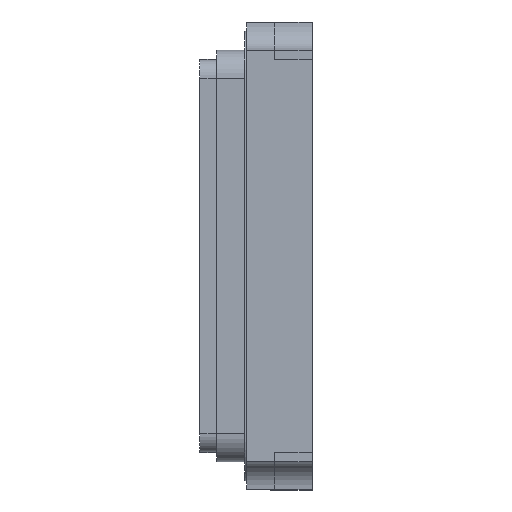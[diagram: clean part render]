
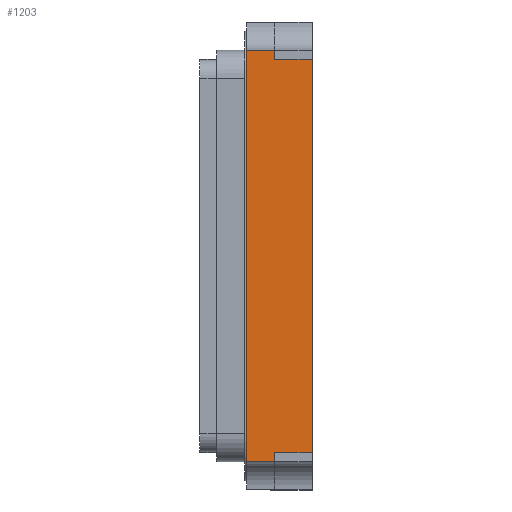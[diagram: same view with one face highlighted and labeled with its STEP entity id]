
A CAD part, left-side view. The second image highlights one B-rep face of the part: STEP entity #1203.
In plain terms, the highlighted planar face has unit normal (-1, 0, 0).
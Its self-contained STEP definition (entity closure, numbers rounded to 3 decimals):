
#111 = VECTOR ( 'NONE', #2663, 1000. ) ;
#113 = CARTESIAN_POINT ( 'NONE',  ( -1.6, 0.2, 1.05 ) ) ;
#150 = CARTESIAN_POINT ( 'NONE',  ( -1.6, 0.35, -1.1 ) ) ;
#182 = EDGE_CURVE ( 'NONE', #2382, #814, #538, .T. ) ;
#201 = DIRECTION ( 'NONE',  ( 0., -1., 0. ) ) ;
#237 = CARTESIAN_POINT ( 'NONE',  ( -1.6, 0., -1.05 ) ) ;
#238 = LINE ( 'NONE', #2348, #111 ) ;
#316 = DIRECTION ( 'NONE',  ( 0., 0., 1. ) ) ;
#441 = EDGE_CURVE ( 'NONE', #1095, #1394, #3065, .T. ) ;
#490 = VECTOR ( 'NONE', #316, 1000. ) ;
#502 = LINE ( 'NONE', #2731, #2672 ) ;
#517 = CARTESIAN_POINT ( 'NONE',  ( -1.6, 0.35, 1.25 ) ) ;
#538 = LINE ( 'NONE', #113, #1947 ) ;
#733 = CARTESIAN_POINT ( 'NONE',  ( -1.6, 0.2, 1.1 ) ) ;
#793 = ORIENTED_EDGE ( 'NONE', *, *, #441, .T. ) ;
#814 = VERTEX_POINT ( 'NONE', #1227 ) ;
#832 = DIRECTION ( 'NONE',  ( 1., 0., 0. ) ) ;
#833 = VECTOR ( 'NONE', #201, 1000. ) ;
#876 = LINE ( 'NONE', #1082, #833 ) ;
#991 = FACE_OUTER_BOUND ( 'NONE', #1302, .T. ) ;
#1070 = LINE ( 'NONE', #3781, #3834 ) ;
#1082 = CARTESIAN_POINT ( 'NONE',  ( -1.6, 0.35, -1.1 ) ) ;
#1095 = VERTEX_POINT ( 'NONE', #237 ) ;
#1198 = AXIS2_PLACEMENT_3D ( 'NONE', #3443, #832, #2626 ) ;
#1203 = ADVANCED_FACE ( 'NONE', ( #991 ), #3150, .F. ) ;
#1227 = CARTESIAN_POINT ( 'NONE',  ( -1.6, 0.2, 1.05 ) ) ;
#1234 = EDGE_CURVE ( 'NONE', #2382, #2434, #238, .T. ) ;
#1277 = ORIENTED_EDGE ( 'NONE', *, *, #2843, .T. ) ;
#1302 = EDGE_LOOP ( 'NONE', ( #1625, #1277, #793, #1868, #2496, #2500, #3017, #3658 ) ) ;
#1394 = VERTEX_POINT ( 'NONE', #2176 ) ;
#1461 = CARTESIAN_POINT ( 'NONE',  ( -1.6, 0.2, -1.1 ) ) ;
#1561 = DIRECTION ( 'NONE',  ( 0., 0., -1. ) ) ;
#1625 = ORIENTED_EDGE ( 'NONE', *, *, #3605, .F. ) ;
#1685 = LINE ( 'NONE', #2422, #3044 ) ;
#1868 = ORIENTED_EDGE ( 'NONE', *, *, #1941, .F. ) ;
#1941 = EDGE_CURVE ( 'NONE', #814, #1394, #1070, .T. ) ;
#1947 = VECTOR ( 'NONE', #2471, 1000. ) ;
#2053 = VERTEX_POINT ( 'NONE', #150 ) ;
#2176 = CARTESIAN_POINT ( 'NONE',  ( -1.6, 0., 1.05 ) ) ;
#2330 = DIRECTION ( 'NONE',  ( 0., -1., 0. ) ) ;
#2331 = CARTESIAN_POINT ( 'NONE',  ( -1.6, 0.2, -1.05 ) ) ;
#2348 = CARTESIAN_POINT ( 'NONE',  ( -1.6, 0.35, 1.1 ) ) ;
#2382 = VERTEX_POINT ( 'NONE', #733 ) ;
#2422 = CARTESIAN_POINT ( 'NONE',  ( -1.6, 0.2, -1.05 ) ) ;
#2434 = VERTEX_POINT ( 'NONE', #2717 ) ;
#2452 = DIRECTION ( 'NONE',  ( 0., -1., 0. ) ) ;
#2471 = DIRECTION ( 'NONE',  ( 0., 0., -1. ) ) ;
#2494 = EDGE_CURVE ( 'NONE', #2053, #3463, #876, .T. ) ;
#2496 = ORIENTED_EDGE ( 'NONE', *, *, #182, .F. ) ;
#2500 = ORIENTED_EDGE ( 'NONE', *, *, #1234, .T. ) ;
#2613 = EDGE_CURVE ( 'NONE', #2053, #2434, #3440, .T. ) ;
#2626 = DIRECTION ( 'NONE',  ( 0., 0., -1. ) ) ;
#2663 = DIRECTION ( 'NONE',  ( 0., 1., 0. ) ) ;
#2672 = VECTOR ( 'NONE', #2452, 1000. ) ;
#2690 = CARTESIAN_POINT ( 'NONE',  ( -1.6, 0., 1.25 ) ) ;
#2717 = CARTESIAN_POINT ( 'NONE',  ( -1.6, 0.35, 1.1 ) ) ;
#2731 = CARTESIAN_POINT ( 'NONE',  ( -1.6, 0.2, -1.05 ) ) ;
#2843 = EDGE_CURVE ( 'NONE', #3552, #1095, #502, .T. ) ;
#3017 = ORIENTED_EDGE ( 'NONE', *, *, #2613, .F. ) ;
#3044 = VECTOR ( 'NONE', #1561, 1000. ) ;
#3065 = LINE ( 'NONE', #2690, #490 ) ;
#3150 = PLANE ( 'NONE',  #1198 ) ;
#3167 = VECTOR ( 'NONE', #3485, 1000. ) ;
#3440 = LINE ( 'NONE', #517, #3167 ) ;
#3443 = CARTESIAN_POINT ( 'NONE',  ( -1.6, 0.35, 1.25 ) ) ;
#3463 = VERTEX_POINT ( 'NONE', #1461 ) ;
#3485 = DIRECTION ( 'NONE',  ( 0., 0., 1. ) ) ;
#3552 = VERTEX_POINT ( 'NONE', #2331 ) ;
#3605 = EDGE_CURVE ( 'NONE', #3552, #3463, #1685, .T. ) ;
#3658 = ORIENTED_EDGE ( 'NONE', *, *, #2494, .T. ) ;
#3781 = CARTESIAN_POINT ( 'NONE',  ( -1.6, 0.2, 1.05 ) ) ;
#3834 = VECTOR ( 'NONE', #2330, 1000. ) ;
